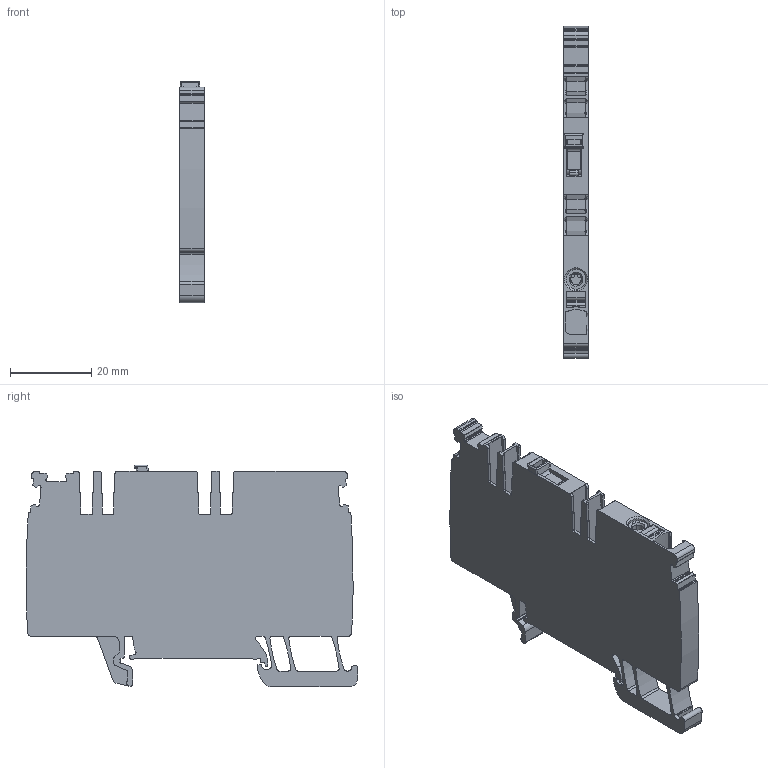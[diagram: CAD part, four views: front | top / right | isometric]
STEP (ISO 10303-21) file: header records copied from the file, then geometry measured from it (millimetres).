
FILE_DESCRIPTION(('CATIA V5R24 STEP','CAx-IF Rec.Pracs.--- Model Styling and Organization---1.2---2011-12-15'),'2;1');
FILE_NAME ('9325220_2', '2017-07-31T06:24:27+00:00', ('Weidmueller Interface'), ('Weidmueller'), 'CATIA Version 5-6 Release 2014 SP4 HF52', 'CATIA V5 STEP AP214', 'none');
FILE_SCHEMA(('AUTOMOTIVE_DESIGN { 1 0 10303 214 1 1 1 1 }'));
Length unit declared in the file: millimetre
Products named in the file (1): 2428980000_AAP21_DT
Bounding box: 6.1 x 81.8 x 54.63 mm (x, y, z)
Volume: 19623.8 mm3; surface area: 11147 mm2
Topology: 3 solids, 3 shells, 540 faces, 1594 edges, 1067 vertices
Faces by surface type: plane 256, cylinder 239, extrusion 39, cone 4, bspline 2
Entity records: 18695 total; most frequent: CARTESIAN_POINT 4309, ORIENTED_EDGE 3184, DIRECTION 2316, EDGE_CURVE 1592, VERTEX_POINT 1067, VECTOR 1048, LINE 1009, AXIS2_PLACEMENT_3D 855
